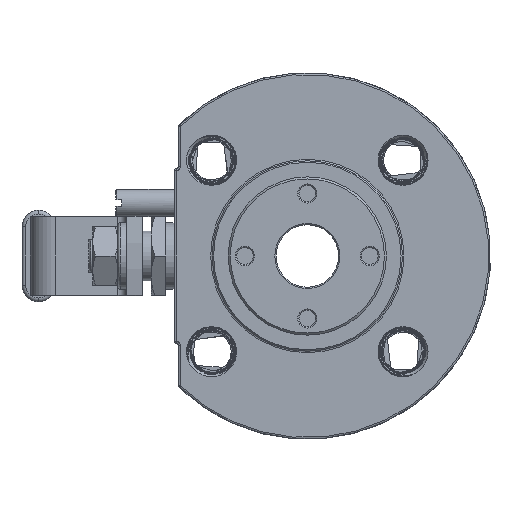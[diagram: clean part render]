
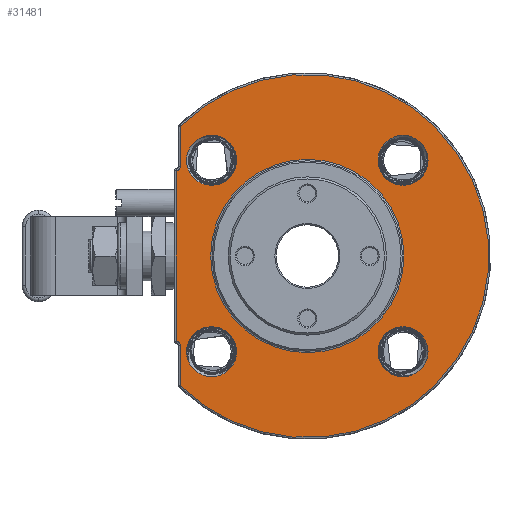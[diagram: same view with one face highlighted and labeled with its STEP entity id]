
A CAD part, left-side view. The second image highlights one B-rep face of the part: STEP entity #31481.
In plain terms, the highlighted planar face has unit normal (-1, 0, 0).
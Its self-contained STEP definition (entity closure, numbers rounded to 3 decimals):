
#2038 = EDGE_CURVE ( 'NONE', #55113, #55113, #26544, .T. ) ;
#2112 = EDGE_CURVE ( 'NONE', #11824, #11838, #26812, .T. ) ;
#2266 = EDGE_CURVE ( 'NONE', #64156, #64156, #25200, .T. ) ;
#2315 = EDGE_CURVE ( 'NONE', #11685, #11838, #26442, .T. ) ;
#2612 = EDGE_CURVE ( 'NONE', #11688, #11685, #9656, .T. ) ;
#2817 = EDGE_CURVE ( 'NONE', #11979, #11688, #53220, .T. ) ;
#3267 = EDGE_CURVE ( 'NONE', #11824, #11862, #18767, .T. ) ;
#3468 = EDGE_CURVE ( 'NONE', #54844, #54844, #19358, .T. ) ;
#3883 = EDGE_CURVE ( 'NONE', #54906, #54906, #49260, .T. ) ;
#3952 = EDGE_CURVE ( 'NONE', #54863, #54863, #49431, .T. ) ;
#3991 = EDGE_CURVE ( 'NONE', #11979, #11862, #48772, .T. ) ;
#4322 = CARTESIAN_POINT ( 'NONE',  ( -17.5, 28.981, -22.981 ) ) ;
#4334 = CARTESIAN_POINT ( 'NONE',  ( -17.5, 22.981, 28.981 ) ) ;
#4363 = CARTESIAN_POINT ( 'NONE',  ( -17.5, -28.981, 22.981 ) ) ;
#4507 = CARTESIAN_POINT ( 'NONE',  ( -17.5, -22.981, -28.981 ) ) ;
#4935 = CARTESIAN_POINT ( 'NONE',  ( -17.5, 31.5, -21. ) ) ;
#5959 = DIRECTION ( 'NONE',  ( 0., 0., -1. ) ) ;
#9656 = CIRCLE ( 'NONE', #58277, 43.6 ) ;
#9848 = ORIENTED_EDGE ( 'NONE', *, *, #2112, .F. ) ;
#9889 = ORIENTED_EDGE ( 'NONE', *, *, #2315, .T. ) ;
#10515 = ORIENTED_EDGE ( 'NONE', *, *, #2266, .T. ) ;
#10584 = ORIENTED_EDGE ( 'NONE', *, *, #3991, .F. ) ;
#10597 = ORIENTED_EDGE ( 'NONE', *, *, #3883, .T. ) ;
#10758 = ORIENTED_EDGE ( 'NONE', *, *, #3468, .T. ) ;
#11143 = ORIENTED_EDGE ( 'NONE', *, *, #2038, .T. ) ;
#11220 = ORIENTED_EDGE ( 'NONE', *, *, #3952, .T. ) ;
#11352 = ORIENTED_EDGE ( 'NONE', *, *, #3267, .T. ) ;
#11372 = ORIENTED_EDGE ( 'NONE', *, *, #2612, .T. ) ;
#11486 = ORIENTED_EDGE ( 'NONE', *, *, #2817, .T. ) ;
#11685 = VERTEX_POINT ( 'NONE', #45630 ) ;
#11688 = VERTEX_POINT ( 'NONE', #44274 ) ;
#11824 = VERTEX_POINT ( 'NONE', #46357 ) ;
#11838 = VERTEX_POINT ( 'NONE', #44426 ) ;
#11862 = VERTEX_POINT ( 'NONE', #43878 ) ;
#11979 = VERTEX_POINT ( 'NONE', #44200 ) ;
#18765 = VECTOR ( 'NONE', #5959, 1000. ) ;
#18767 = LINE ( 'NONE', #4935, #18765 ) ;
#19358 = CIRCLE ( 'NONE', #32642, 6. ) ;
#23154 = DIRECTION ( 'NONE',  ( -1., 0., 0. ) ) ;
#23771 = DIRECTION ( 'NONE',  ( 0., -1., 0. ) ) ;
#24109 = CARTESIAN_POINT ( 'NONE',  ( -17.5, 0., 0. ) ) ;
#24320 = DIRECTION ( 'NONE',  ( 0., -1., 0. ) ) ;
#24322 = DIRECTION ( 'NONE',  ( 1., 0., 0. ) ) ;
#24324 = CARTESIAN_POINT ( 'NONE',  ( -17.5, 22.981, -22.981 ) ) ;
#25200 = CIRCLE ( 'NONE', #32859, 23.207 ) ;
#26442 = LINE ( 'NONE', #28040, #26556 ) ;
#26544 = CIRCLE ( 'NONE', #60191, 6. ) ;
#26556 = VECTOR ( 'NONE', #30508, 1000. ) ;
#26812 = CIRCLE ( 'NONE', #59255, 1. ) ;
#27218 = EDGE_LOOP ( 'NONE', ( #10515 ) ) ;
#27333 = EDGE_LOOP ( 'NONE', ( #11486, #11372, #9889, #9848, #11352, #10584 ) ) ;
#27411 = DIRECTION ( 'NONE',  ( 0., 0., -1. ) ) ;
#27419 = CARTESIAN_POINT ( 'NONE',  ( -17.5, 30.5, 0. ) ) ;
#28040 = CARTESIAN_POINT ( 'NONE',  ( -17.5, 30.5, 0. ) ) ;
#28049 = DIRECTION ( 'NONE',  ( 0., -1., 0. ) ) ;
#28577 = CARTESIAN_POINT ( 'NONE',  ( -17.5, 31.5, 21.5 ) ) ;
#29248 = DIRECTION ( 'NONE',  ( 1., 0., 0. ) ) ;
#29271 = DIRECTION ( 'NONE',  ( 0., -1., 0. ) ) ;
#29278 = CARTESIAN_POINT ( 'NONE',  ( -17.5, -22.981, -22.981 ) ) ;
#29301 = DIRECTION ( 'NONE',  ( 1., 0., 0. ) ) ;
#29866 = DIRECTION ( 'NONE',  ( -1., 0., 0. ) ) ;
#30508 = DIRECTION ( 'NONE',  ( 0., 0., -1. ) ) ;
#30574 = CARTESIAN_POINT ( 'NONE',  ( -17.5, 0., 0. ) ) ;
#30588 = DIRECTION ( 'NONE',  ( 0., -1., 0. ) ) ;
#31481 = ADVANCED_FACE ( 'NONE', ( #46890, #46893, #46895, #46896, #46900, #46902 ), #37282, .T. ) ;
#32642 = AXIS2_PLACEMENT_3D ( 'NONE', #24324, #24322, #24320 ) ;
#32859 = AXIS2_PLACEMENT_3D ( 'NONE', #30574, #29248, #30588 ) ;
#36399 = AXIS2_PLACEMENT_3D ( 'NONE', #58084, #57622, #57972 ) ;
#36617 = AXIS2_PLACEMENT_3D ( 'NONE', #57625, #58188, #58054 ) ;
#36902 = AXIS2_PLACEMENT_3D ( 'NONE', #57501, #58040, #58060 ) ;
#37282 = PLANE ( 'NONE',  #58390 ) ;
#37283 = CARTESIAN_POINT ( 'NONE',  ( -17.5, 44., 0. ) ) ;
#37284 = DIRECTION ( 'NONE',  ( -1., 0., 0. ) ) ;
#37285 = DIRECTION ( 'NONE',  ( 0., -1., 0. ) ) ;
#43878 = CARTESIAN_POINT ( 'NONE',  ( -17.5, 31.5, -20.5 ) ) ;
#44200 = CARTESIAN_POINT ( 'NONE',  ( -17.5, 30.5, -21.5 ) ) ;
#44274 = CARTESIAN_POINT ( 'NONE',  ( -17.5, 30.5, -31.156 ) ) ;
#44426 = CARTESIAN_POINT ( 'NONE',  ( -17.5, 30.5, 21.5 ) ) ;
#45630 = CARTESIAN_POINT ( 'NONE',  ( -17.5, 30.5, 31.156 ) ) ;
#46357 = CARTESIAN_POINT ( 'NONE',  ( -17.5, 31.5, 20.5 ) ) ;
#46890 = FACE_BOUND ( 'NONE', #27218, .T. ) ;
#46893 = FACE_OUTER_BOUND ( 'NONE', #27333, .T. ) ;
#46895 = FACE_BOUND ( 'NONE', #54509, .T. ) ;
#46896 = FACE_BOUND ( 'NONE', #54498, .T. ) ;
#46900 = FACE_BOUND ( 'NONE', #54518, .T. ) ;
#46902 = FACE_BOUND ( 'NONE', #54494, .T. ) ;
#48772 = CIRCLE ( 'NONE', #36399, 1. ) ;
#49260 = CIRCLE ( 'NONE', #36617, 6. ) ;
#49431 = CIRCLE ( 'NONE', #36902, 6. ) ;
#53220 = LINE ( 'NONE', #27419, #53394 ) ;
#53394 = VECTOR ( 'NONE', #27411, 1000. ) ;
#54268 = CARTESIAN_POINT ( 'NONE',  ( -17.5, -23.207, 0. ) ) ;
#54494 = EDGE_LOOP ( 'NONE', ( #11220 ) ) ;
#54498 = EDGE_LOOP ( 'NONE', ( #11143 ) ) ;
#54509 = EDGE_LOOP ( 'NONE', ( #10758 ) ) ;
#54518 = EDGE_LOOP ( 'NONE', ( #10597 ) ) ;
#54844 = VERTEX_POINT ( 'NONE', #4322 ) ;
#54863 = VERTEX_POINT ( 'NONE', #4334 ) ;
#54906 = VERTEX_POINT ( 'NONE', #4363 ) ;
#55113 = VERTEX_POINT ( 'NONE', #4507 ) ;
#57501 = CARTESIAN_POINT ( 'NONE',  ( -17.5, 22.981, 22.981 ) ) ;
#57622 = DIRECTION ( 'NONE',  ( -1., 0., 0. ) ) ;
#57625 = CARTESIAN_POINT ( 'NONE',  ( -17.5, -22.981, 22.981 ) ) ;
#57972 = DIRECTION ( 'NONE',  ( 0., -1., 0. ) ) ;
#58040 = DIRECTION ( 'NONE',  ( 1., 0., 0. ) ) ;
#58054 = DIRECTION ( 'NONE',  ( 0., -1., 0. ) ) ;
#58060 = DIRECTION ( 'NONE',  ( 0., -1., 0. ) ) ;
#58084 = CARTESIAN_POINT ( 'NONE',  ( -17.5, 31.5, -21.5 ) ) ;
#58188 = DIRECTION ( 'NONE',  ( 1., 0., 0. ) ) ;
#58277 = AXIS2_PLACEMENT_3D ( 'NONE', #24109, #23154, #23771 ) ;
#58390 = AXIS2_PLACEMENT_3D ( 'NONE', #37283, #37284, #37285 ) ;
#59255 = AXIS2_PLACEMENT_3D ( 'NONE', #28577, #29866, #28049 ) ;
#60191 = AXIS2_PLACEMENT_3D ( 'NONE', #29278, #29301, #29271 ) ;
#64156 = VERTEX_POINT ( 'NONE', #54268 ) ;
